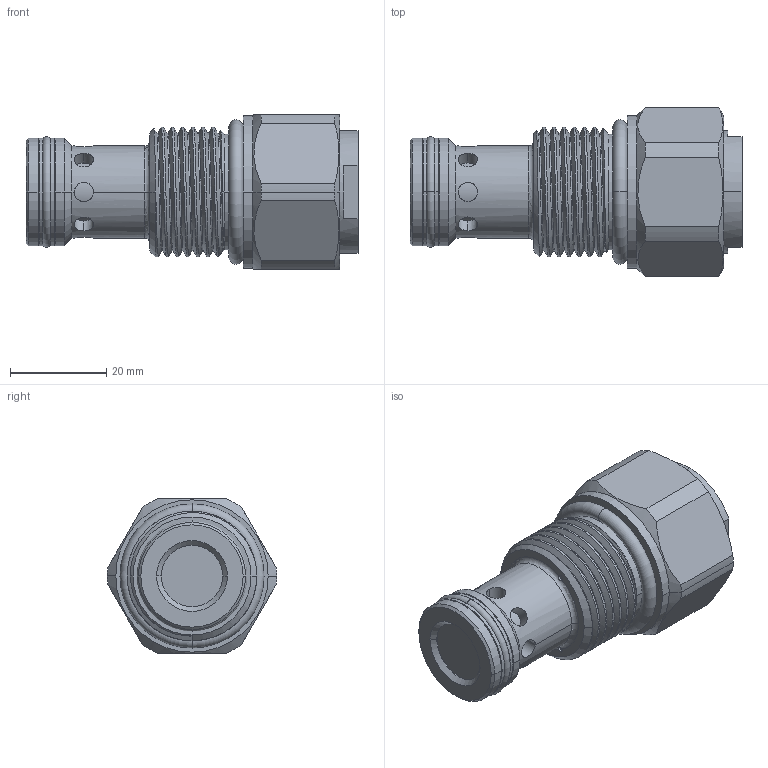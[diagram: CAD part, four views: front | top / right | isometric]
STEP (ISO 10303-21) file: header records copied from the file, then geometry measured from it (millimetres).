
FILE_DESCRIPTION (( 'STEP AP203' ), '1' );
FILE_NAME ('RP12W26-8.STEP', '2025-05-23T00:21:06', ( '' ), ( '' ), 'SwSTEP 2.0', 'SolidWorks 2018', '' );
FILE_SCHEMA (( 'CONFIG_CONTROL_DESIGN' ));
Length unit declared in the file: millimetre
Products named in the file (1): RP12W26-8
Bounding box: 68.87 x 35.1 x 32 mm (x, y, z)
Volume: 37215.3 mm3; surface area: 9109.6 mm2
Topology: 1 solids, 1 shells, 136 faces, 319 edges, 204 vertices
Faces by surface type: cylinder 78, plane 29, cone 20, torus 6, bspline 3
Entity records: 6958 total; most frequent: CARTESIAN_POINT 3909, ORIENTED_EDGE 638, DIRECTION 597, EDGE_CURVE 319, AXIS2_PLACEMENT_3D 244, VERTEX_POINT 204, EDGE_LOOP 155, ADVANCED_FACE 136
